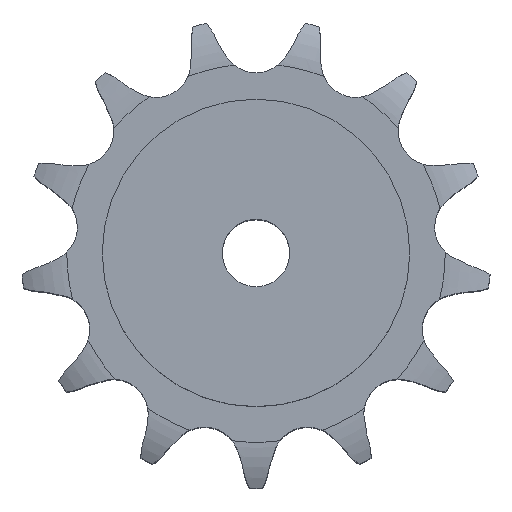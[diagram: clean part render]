
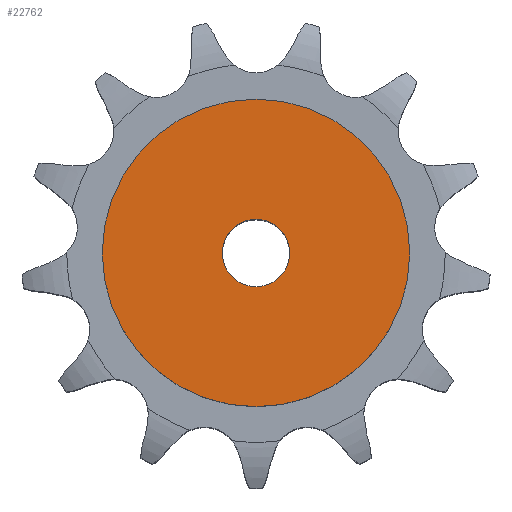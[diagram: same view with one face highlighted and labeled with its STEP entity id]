
A CAD part, top view. The second image highlights one B-rep face of the part: STEP entity #22762.
In plain terms, the highlighted planar face has unit normal (0, 0, 1).
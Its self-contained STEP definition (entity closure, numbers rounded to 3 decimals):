
#12372 = CYLINDRICAL_SURFACE('',#12373,12.5);
#12373 = AXIS2_PLACEMENT_3D('',#12374,#12375,#12376);
#12374 = CARTESIAN_POINT('',(0.,0.,317.615));
#12375 = DIRECTION('',(0.,0.,1.));
#12376 = DIRECTION('',(1.,0.,0.));
#15637 = EDGE_CURVE('',#15638,#15638,#15640,.T.);
#15638 = VERTEX_POINT('',#15639);
#15639 = CARTESIAN_POINT('',(12.5,0.,150.));
#15640 = SURFACE_CURVE('',#15641,(#15646,#15653),.PCURVE_S1.);
#15641 = CIRCLE('',#15642,12.5);
#15642 = AXIS2_PLACEMENT_3D('',#15643,#15644,#15645);
#15643 = CARTESIAN_POINT('',(0.,0.,150.));
#15644 = DIRECTION('',(0.,0.,1.));
#15645 = DIRECTION('',(1.,0.,0.));
#15646 = PCURVE('',#12372,#15647);
#15647 = DEFINITIONAL_REPRESENTATION('',(#15648),#15652);
#15648 = LINE('',#15649,#15650);
#15649 = CARTESIAN_POINT('',(0.,-167.615));
#15650 = VECTOR('',#15651,1.);
#15651 = DIRECTION('',(1.,0.));
#15652 = ( GEOMETRIC_REPRESENTATION_CONTEXT(2) 
PARAMETRIC_REPRESENTATION_CONTEXT() REPRESENTATION_CONTEXT('2D SPACE',''
  ) );
#15653 = PCURVE('',#15654,#15659);
#15654 = PLANE('',#15655);
#15655 = AXIS2_PLACEMENT_3D('',#15656,#15657,#15658);
#15656 = CARTESIAN_POINT('',(0.,0.,150.
    ));
#15657 = DIRECTION('',(0.,0.,1.));
#15658 = DIRECTION('',(1.,0.,0.));
#15659 = DEFINITIONAL_REPRESENTATION('',(#15660),#15664);
#15660 = CIRCLE('',#15661,12.5);
#15661 = AXIS2_PLACEMENT_2D('',#15662,#15663);
#15662 = CARTESIAN_POINT('',(0.,0.));
#15663 = DIRECTION('',(1.,0.));
#15664 = ( GEOMETRIC_REPRESENTATION_CONTEXT(2) 
PARAMETRIC_REPRESENTATION_CONTEXT() REPRESENTATION_CONTEXT('2D SPACE',''
  ) );
#22762 = ADVANCED_FACE('',(#22763,#22794),#15654,.T.);
#22763 = FACE_BOUND('',#22764,.T.);
#22764 = EDGE_LOOP('',(#22765));
#22765 = ORIENTED_EDGE('',*,*,#22766,.T.);
#22766 = EDGE_CURVE('',#22767,#22767,#22769,.T.);
#22767 = VERTEX_POINT('',#22768);
#22768 = CARTESIAN_POINT('',(57.,0.,150.));
#22769 = SURFACE_CURVE('',#22770,(#22775,#22782),.PCURVE_S1.);
#22770 = CIRCLE('',#22771,57.);
#22771 = AXIS2_PLACEMENT_3D('',#22772,#22773,#22774);
#22772 = CARTESIAN_POINT('',(0.,0.,150.));
#22773 = DIRECTION('',(0.,0.,1.));
#22774 = DIRECTION('',(1.,0.,0.));
#22775 = PCURVE('',#15654,#22776);
#22776 = DEFINITIONAL_REPRESENTATION('',(#22777),#22781);
#22777 = CIRCLE('',#22778,57.);
#22778 = AXIS2_PLACEMENT_2D('',#22779,#22780);
#22779 = CARTESIAN_POINT('',(0.,0.));
#22780 = DIRECTION('',(1.,0.));
#22781 = ( GEOMETRIC_REPRESENTATION_CONTEXT(2) 
PARAMETRIC_REPRESENTATION_CONTEXT() REPRESENTATION_CONTEXT('2D SPACE',''
  ) );
#22782 = PCURVE('',#22783,#22788);
#22783 = CYLINDRICAL_SURFACE('',#22784,57.);
#22784 = AXIS2_PLACEMENT_3D('',#22785,#22786,#22787);
#22785 = CARTESIAN_POINT('',(0.,0.,0.));
#22786 = DIRECTION('',(-0.,-0.,-1.));
#22787 = DIRECTION('',(1.,0.,0.));
#22788 = DEFINITIONAL_REPRESENTATION('',(#22789),#22793);
#22789 = LINE('',#22790,#22791);
#22790 = CARTESIAN_POINT('',(-0.,-150.));
#22791 = VECTOR('',#22792,1.);
#22792 = DIRECTION('',(-1.,0.));
#22793 = ( GEOMETRIC_REPRESENTATION_CONTEXT(2) 
PARAMETRIC_REPRESENTATION_CONTEXT() REPRESENTATION_CONTEXT('2D SPACE',''
  ) );
#22794 = FACE_BOUND('',#22795,.T.);
#22795 = EDGE_LOOP('',(#22796));
#22796 = ORIENTED_EDGE('',*,*,#15637,.F.);
